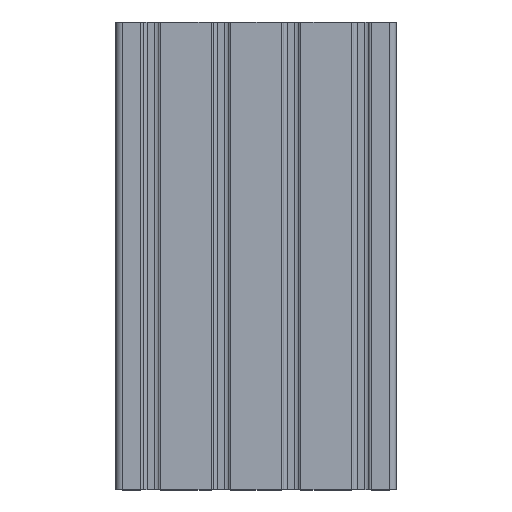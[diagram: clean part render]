
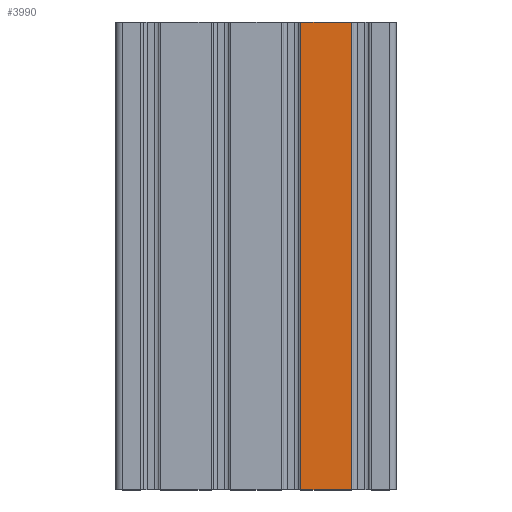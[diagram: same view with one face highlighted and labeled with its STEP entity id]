
A CAD part, top view. The second image highlights one B-rep face of the part: STEP entity #3990.
In plain terms, the highlighted planar face has unit normal (0, 0, 1).
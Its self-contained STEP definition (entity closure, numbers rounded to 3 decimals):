
#49 = CARTESIAN_POINT ( 'NONE',  ( 19.175, 0., 30. ) ) ;
#115 = VECTOR ( 'NONE', #6425, 1000. ) ;
#257 = CARTESIAN_POINT ( 'NONE',  ( 19.175, 0., 30. ) ) ;
#413 = CARTESIAN_POINT ( 'NONE',  ( 19.175, 0., 30. ) ) ;
#517 = VECTOR ( 'NONE', #1223, 1000. ) ;
#1223 = DIRECTION ( 'NONE',  ( 1., 0., 0. ) ) ;
#1307 = CARTESIAN_POINT ( 'NONE',  ( 19.175, 0., 30. ) ) ;
#1412 = CARTESIAN_POINT ( 'NONE',  ( 40.825, 0., 30. ) ) ;
#1767 = EDGE_CURVE ( 'NONE', #10676, #7727, #7496, .T. ) ;
#2083 = EDGE_CURVE ( 'NONE', #10550, #11007, #3213, .T. ) ;
#2163 = DIRECTION ( 'NONE',  ( 1., 0., 0. ) ) ;
#2236 = EDGE_CURVE ( 'NONE', #11007, #10676, #3338, .T. ) ;
#2254 = EDGE_CURVE ( 'NONE', #10550, #7727, #5112, .T. ) ;
#2686 = VECTOR ( 'NONE', #9557, 1000. ) ;
#3049 = CARTESIAN_POINT ( 'NONE',  ( 0., 200., 30. ) ) ;
#3213 = LINE ( 'NONE', #49, #2686 ) ;
#3338 = LINE ( 'NONE', #413, #115 ) ;
#3759 = CARTESIAN_POINT ( 'NONE',  ( 19.175, 200., 30. ) ) ;
#3990 = ADVANCED_FACE ( 'NONE', ( #9729 ), #6469, .T. ) ;
#4360 = ORIENTED_EDGE ( 'NONE', *, *, #2083, .T. ) ;
#4522 = ORIENTED_EDGE ( 'NONE', *, *, #1767, .T. ) ;
#5033 = CARTESIAN_POINT ( 'NONE',  ( 40.825, 200., 30. ) ) ;
#5112 = LINE ( 'NONE', #3049, #517 ) ;
#5134 = VECTOR ( 'NONE', #5659, 1000. ) ;
#5193 = ORIENTED_EDGE ( 'NONE', *, *, #2254, .F. ) ;
#5659 = DIRECTION ( 'NONE',  ( 0., 1., 0. ) ) ;
#6298 = ORIENTED_EDGE ( 'NONE', *, *, #2236, .T. ) ;
#6425 = DIRECTION ( 'NONE',  ( 1., 0., 0. ) ) ;
#6469 = PLANE ( 'NONE',  #9225 ) ;
#7496 = LINE ( 'NONE', #1412, #5134 ) ;
#7727 = VERTEX_POINT ( 'NONE', #5033 ) ;
#8448 = EDGE_LOOP ( 'NONE', ( #6298, #4522, #5193, #4360 ) ) ;
#8584 = CARTESIAN_POINT ( 'NONE',  ( 40.825, 0., 30. ) ) ;
#9102 = DIRECTION ( 'NONE',  ( 0., 0., 1. ) ) ;
#9225 = AXIS2_PLACEMENT_3D ( 'NONE', #1307, #9102, #2163 ) ;
#9557 = DIRECTION ( 'NONE',  ( 0., -1., 0. ) ) ;
#9729 = FACE_OUTER_BOUND ( 'NONE', #8448, .T. ) ;
#10550 = VERTEX_POINT ( 'NONE', #3759 ) ;
#10676 = VERTEX_POINT ( 'NONE', #8584 ) ;
#11007 = VERTEX_POINT ( 'NONE', #257 ) ;
